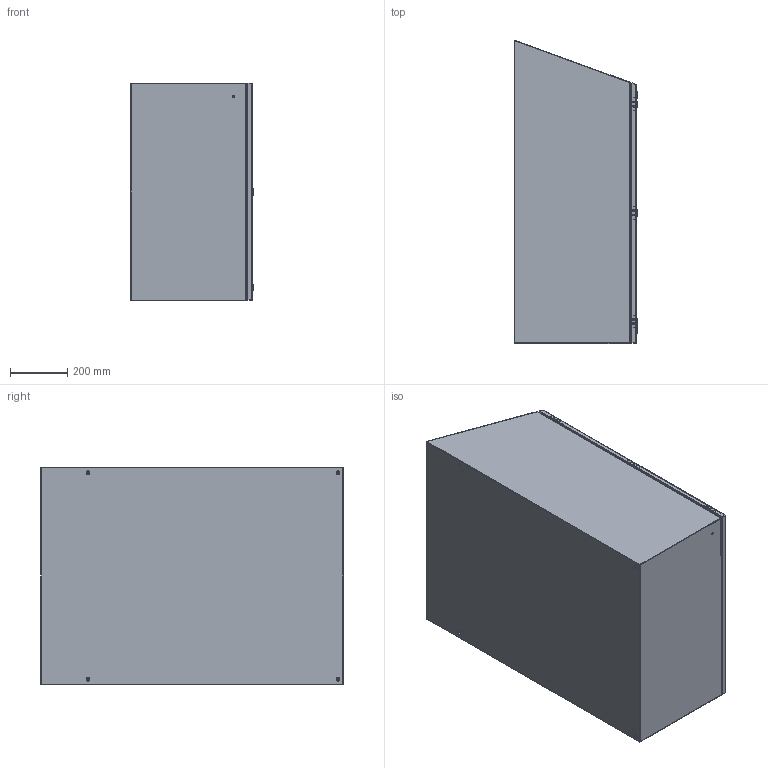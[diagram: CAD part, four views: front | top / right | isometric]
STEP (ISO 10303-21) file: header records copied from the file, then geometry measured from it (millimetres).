
FILE_DESCRIPTION (( 'STEP AP214' ), '1' );
FILE_NAME ('ST363016SS.STEP', '2019-07-11T13:21:46', ( '' ), ( '' ), 'SwSTEP 2.0', 'SolidWorks 2018', '' );
FILE_SCHEMA (( 'AUTOMOTIVE_DESIGN' ));
Length unit declared in the file: inch
Products named in the file (1): ST363016SS
Bounding box: 431.72 x 1061.27 x 762 mm (x, y, z)
Volume: 5998925 mm3; surface area: 6604262.5 mm2
Topology: 52 solids, 53 shells, 1252 faces, 2958 edges, 1872 vertices
Faces by surface type: plane 683, cylinder 383, bspline 114, cone 36, torus 36
Entity records: 55341 total; most frequent: CARTESIAN_POINT 9601, DIRECTION 6012, ORIENTED_EDGE 5884, EDGE_CURVE 2942, AXIS2_PLACEMENT_3D 2109, VERTEX_POINT 1872, LINE 1794, VECTOR 1794
